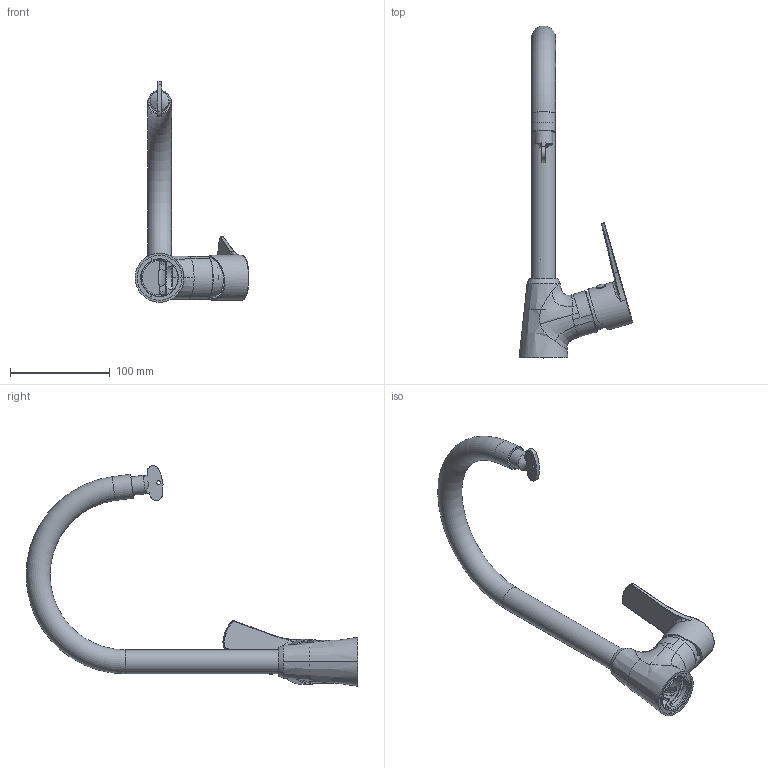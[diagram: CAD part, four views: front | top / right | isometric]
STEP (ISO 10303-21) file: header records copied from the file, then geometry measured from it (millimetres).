
FILE_DESCRIPTION (( 'STEP AP203' ), '1' );
FILE_NAME ('18EP03494.STEP', '2020-12-21T09:51:43', ( '' ), ( '' ), 'SwSTEP 2.0', 'SolidWorks 2018', '' );
FILE_SCHEMA (( 'CONFIG_CONTROL_DESIGN' ));
Length unit declared in the file: millimetre
Products named in the file (1): 18EP03494
Bounding box: 113.84 x 331.99 x 220.56 mm (x, y, z)
Volume: 92635.4 mm3; surface area: 123124.2 mm2
Topology: 9 solids, 9 shells, 1487 faces, 3818 edges, 2510 vertices
Faces by surface type: plane 1152, bspline 189, cylinder 112, cone 23, torus 10, sphere 1
Full cylindrical faces by diameter (mm): 3.8 x1, 4.7 x1, 5 x1, 6.8 x2, 9.5 x1, 16 x1, 16.5 x1, 16.7 x1, 17 x1, 17.2 x2, 17.5 x1, 18.5 x3, 18.75 x1, 19.5 x1, 21.5 x1, 22.4 x3, 24 x2, 24.5 x1, 31 x1, 35.8 x2, 37 x1, 37.25 x1, 38 x1, 39 x1, 41 x1, 45 x2
Entity records: 73148 total; most frequent: CARTESIAN_POINT 39011, ORIENTED_EDGE 7456, DIRECTION 5999, EDGE_CURVE 3728, VECTOR 2825, LINE 2825, VERTEX_POINT 2484, EDGE_LOOP 1730
